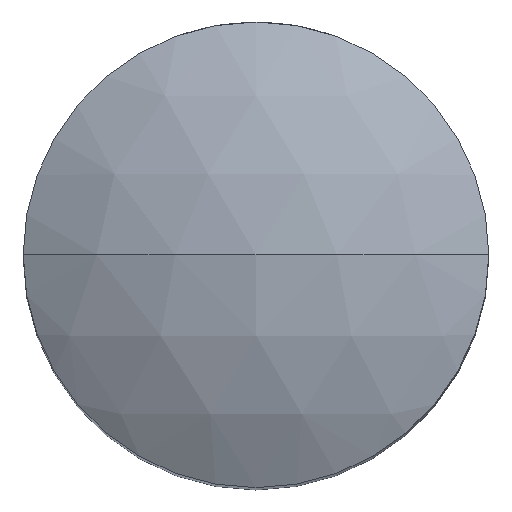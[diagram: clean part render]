
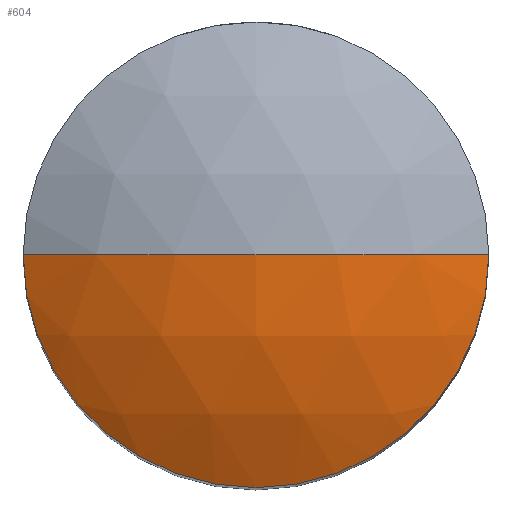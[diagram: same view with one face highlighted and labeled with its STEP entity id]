
A CAD part, top view. The second image highlights one B-rep face of the part: STEP entity #604.
In plain terms, the highlighted spherical face has radius 6 mm.
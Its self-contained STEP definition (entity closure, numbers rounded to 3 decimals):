
#31 = DIRECTION ( 'NONE',  ( 1., 0., 0. ) ) ;
#44 = VERTEX_POINT ( 'NONE', #839 ) ;
#48 = AXIS2_PLACEMENT_3D ( 'NONE', #480, #476, #473 ) ;
#93 = DIRECTION ( 'NONE',  ( 0., 0., -1. ) ) ;
#99 = CIRCLE ( 'NONE', #48, 6. ) ;
#144 = FACE_OUTER_BOUND ( 'NONE', #534, .T. ) ;
#154 = ORIENTED_EDGE ( 'NONE', *, *, #446, .F. ) ;
#157 = EDGE_CURVE ( 'NONE', #44, #823, #99, .T. ) ;
#238 = AXIS2_PLACEMENT_3D ( 'NONE', #745, #250, #31 ) ;
#250 = DIRECTION ( 'NONE',  ( 0., -1., 0. ) ) ;
#282 = DIRECTION ( 'NONE',  ( 0., -1., 0. ) ) ;
#301 = CIRCLE ( 'NONE', #660, 6. ) ;
#341 = ORIENTED_EDGE ( 'NONE', *, *, #345, .T. ) ;
#345 = EDGE_CURVE ( 'NONE', #44, #667, #301, .T. ) ;
#350 = AXIS2_PLACEMENT_3D ( 'NONE', #510, #93, #572 ) ;
#373 = CIRCLE ( 'NONE', #350, 3. ) ;
#446 = EDGE_CURVE ( 'NONE', #823, #667, #373, .T. ) ;
#473 = DIRECTION ( 'NONE',  ( 0., 0., 1. ) ) ;
#476 = DIRECTION ( 'NONE',  ( 0., 1., 0. ) ) ;
#480 = CARTESIAN_POINT ( 'NONE',  ( 0., 0., 4. ) ) ;
#491 = SPHERICAL_SURFACE ( 'NONE', #238, 6. ) ;
#510 = CARTESIAN_POINT ( 'NONE',  ( 0., 0., 9.196 ) ) ;
#534 = EDGE_LOOP ( 'NONE', ( #674, #341, #154 ) ) ;
#572 = DIRECTION ( 'NONE',  ( -1., 0., 0. ) ) ;
#604 = ADVANCED_FACE ( 'NONE', ( #144 ), #491, .T. ) ;
#660 = AXIS2_PLACEMENT_3D ( 'NONE', #663, #282, #717 ) ;
#663 = CARTESIAN_POINT ( 'NONE',  ( 0., 0., 4. ) ) ;
#667 = VERTEX_POINT ( 'NONE', #692 ) ;
#674 = ORIENTED_EDGE ( 'NONE', *, *, #157, .F. ) ;
#692 = CARTESIAN_POINT ( 'NONE',  ( -3., 0., 9.196 ) ) ;
#717 = DIRECTION ( 'NONE',  ( 1., 0., 0. ) ) ;
#745 = CARTESIAN_POINT ( 'NONE',  ( 0., 0., 4. ) ) ;
#811 = CARTESIAN_POINT ( 'NONE',  ( 3., 0., 9.196 ) ) ;
#823 = VERTEX_POINT ( 'NONE', #811 ) ;
#839 = CARTESIAN_POINT ( 'NONE',  ( 0., 0., 10. ) ) ;
